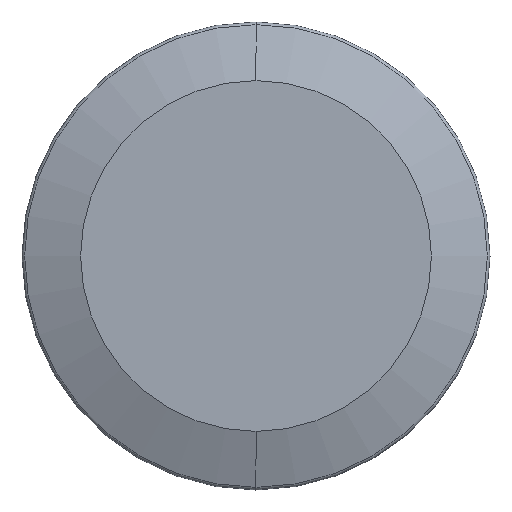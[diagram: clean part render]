
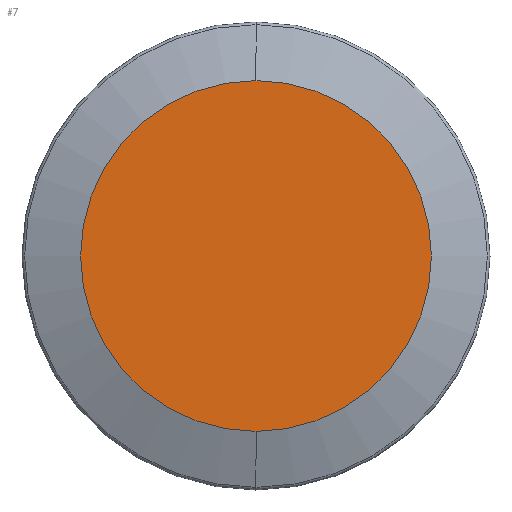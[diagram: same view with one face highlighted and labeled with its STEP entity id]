
A CAD part, left-side view. The second image highlights one B-rep face of the part: STEP entity #7.
In plain terms, the highlighted planar face has unit normal (-1, 0, 0).
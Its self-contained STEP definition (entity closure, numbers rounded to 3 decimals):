
#7 = ADVANCED_FACE ( 'NONE', ( #355 ), #491, .F. ) ;
#16 = CARTESIAN_POINT ( 'NONE',  ( 0., 0., 0. ) ) ;
#20 = CARTESIAN_POINT ( 'NONE',  ( 0., 0., 34.098 ) ) ;
#46 = EDGE_CURVE ( 'NONE', #580, #183, #392, .T. ) ;
#118 = EDGE_CURVE ( 'NONE', #183, #580, #268, .T. ) ;
#132 = CARTESIAN_POINT ( 'NONE',  ( 0., 0., 0. ) ) ;
#134 = DIRECTION ( 'NONE',  ( 0., 0., -1. ) ) ;
#136 = EDGE_LOOP ( 'NONE', ( #389, #304 ) ) ;
#152 = DIRECTION ( 'NONE',  ( 0., 0., 1. ) ) ;
#183 = VERTEX_POINT ( 'NONE', #561 ) ;
#257 = CARTESIAN_POINT ( 'NONE',  ( 0., 0., 0. ) ) ;
#268 = CIRCLE ( 'NONE', #493, 34.098 ) ;
#283 = DIRECTION ( 'NONE',  ( -1., 0., 0. ) ) ;
#304 = ORIENTED_EDGE ( 'NONE', *, *, #46, .T. ) ;
#355 = FACE_OUTER_BOUND ( 'NONE', #136, .T. ) ;
#389 = ORIENTED_EDGE ( 'NONE', *, *, #118, .T. ) ;
#392 = CIRCLE ( 'NONE', #448, 34.098 ) ;
#420 = AXIS2_PLACEMENT_3D ( 'NONE', #132, #437, #134 ) ;
#437 = DIRECTION ( 'NONE',  ( 1., 0., 0. ) ) ;
#448 = AXIS2_PLACEMENT_3D ( 'NONE', #16, #283, #545 ) ;
#451 = DIRECTION ( 'NONE',  ( -1., 0., 0. ) ) ;
#491 = PLANE ( 'NONE',  #420 ) ;
#493 = AXIS2_PLACEMENT_3D ( 'NONE', #257, #451, #152 ) ;
#545 = DIRECTION ( 'NONE',  ( 0., 0., 1. ) ) ;
#561 = CARTESIAN_POINT ( 'NONE',  ( 0., 0., -34.098 ) ) ;
#580 = VERTEX_POINT ( 'NONE', #20 ) ;
